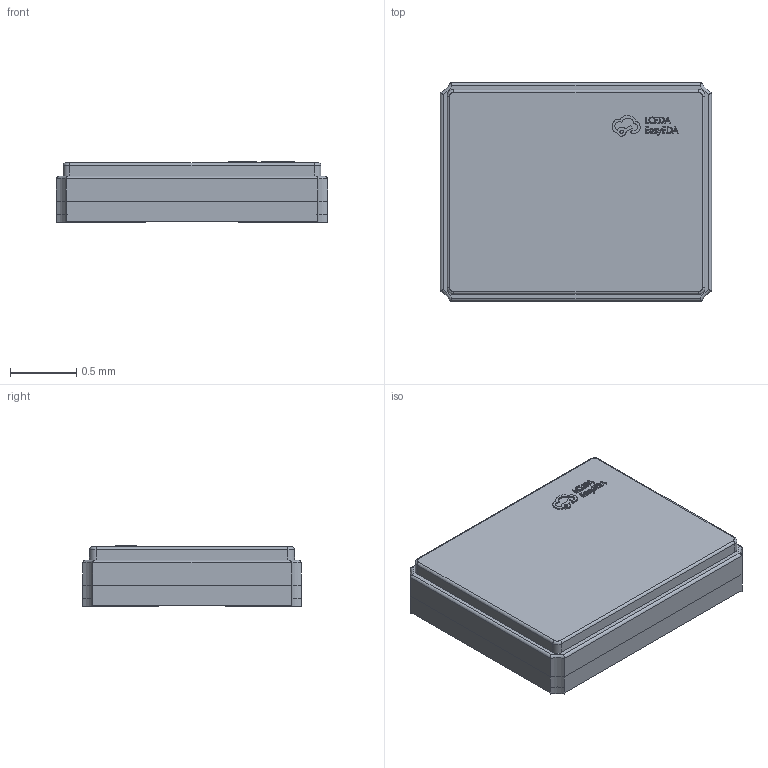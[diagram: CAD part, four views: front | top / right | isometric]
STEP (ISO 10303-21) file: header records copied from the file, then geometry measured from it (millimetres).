
FILE_DESCRIPTION(('FreeCAD Model'),'2;1');
FILE_NAME('Open CASCADE Shape Model','2024-03-28T19:43:47',(''),(''), 'Open CASCADE STEP processor 7.6','FreeCAD','Unknown');
FILE_SCHEMA(('AUTOMOTIVE_DESIGN { 1 0 10303 214 1 1 1 1 }'));
Length unit declared in the file: millimetre
Products named in the file (9): X1; CRYSTAL-SMD_4P-L2.0-W1.6-BL; COMPOUND007; COMPOUND001; COMPOUND002; COMPOUND003; COMPOUND004; COMPOUND005; COMPOUND006
Assembly tree (8 placements, depth 4):
  X1
    CRYSTAL-SMD_4P-L2.0-W1.6-BL
      COMPOUND007
        COMPOUND001
        COMPOUND002
        COMPOUND003
        COMPOUND004
        COMPOUND005
        COMPOUND006
Bounding box: 2.05 x 1.65 x 0.46 mm (x, y, z)
Volume: 1.5 mm3; surface area: 19.8 mm2
Topology: 6 solids, 6 shells, 335 faces, 885 edges, 582 vertices
Faces by surface type: plane 205, bspline 98, cylinder 24, torus 8
Entity records: 12987 total; most frequent: CARTESIAN_POINT 3261, ORIENTED_EDGE 1770, DIRECTION 1217, EDGE_CURVE 885, LINE 629, VECTOR 629, VERTEX_POINT 582, FACE_BOUND 355
